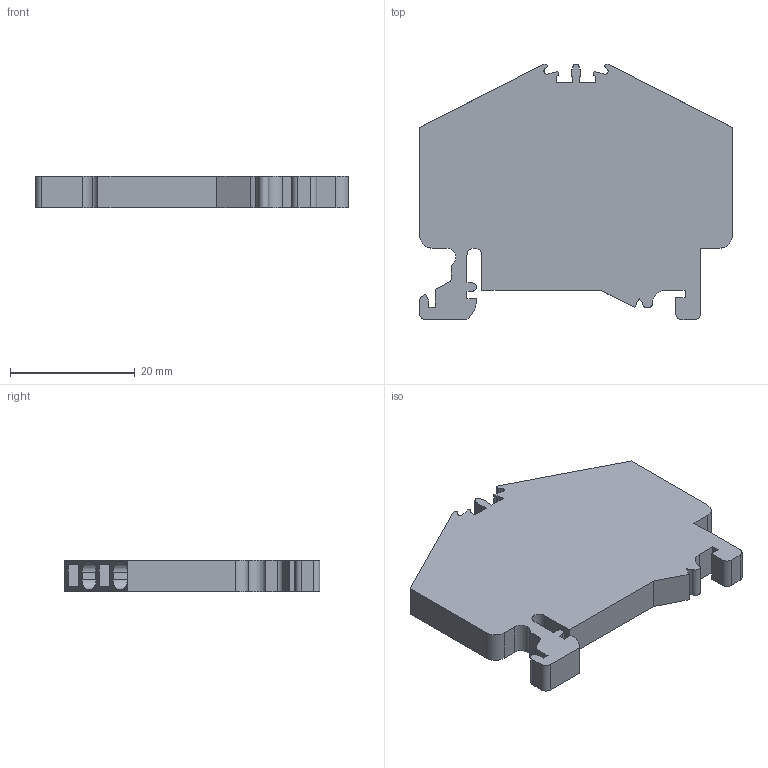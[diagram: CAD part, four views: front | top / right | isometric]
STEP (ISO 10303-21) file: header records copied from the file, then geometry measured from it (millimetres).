
FILE_DESCRIPTION((''),'2;1');
FILE_NAME('2-5-4','2024-02-28T',('dell'),(''),'PRO/ENGINEER BY PARAMETRIC TECHNOLOGY CORPORATION, 2013230','PRO/ENGINEER BY PARAMETRIC TECHNOLOGY CORPORATION, 2013230','');
FILE_SCHEMA(('AUTOMOTIVE_DESIGN { 1 0 10303 214 1 1 1 1 }'));
Length unit declared in the file: millimetre
Products named in the file (1): 2-5-4
Bounding box: 50.2 x 41 x 5 mm (x, y, z)
Volume: 7292.4 mm3; surface area: 4879.6 mm2
Topology: 1 solids, 1 shells, 134 faces, 372 edges, 248 vertices
Faces by surface type: plane 95, cylinder 39
Entity records: 4377 total; most frequent: CARTESIAN_POINT 812, ORIENTED_EDGE 744, DIRECTION 702, EDGE_CURVE 372, VECTOR 294, LINE 294, VERTEX_POINT 248, AXIS2_PLACEMENT_3D 204
